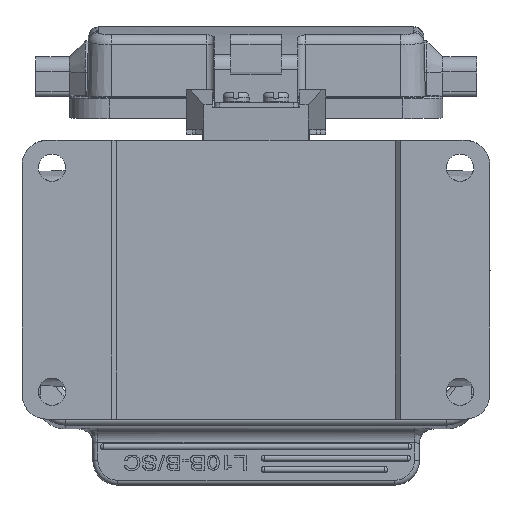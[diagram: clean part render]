
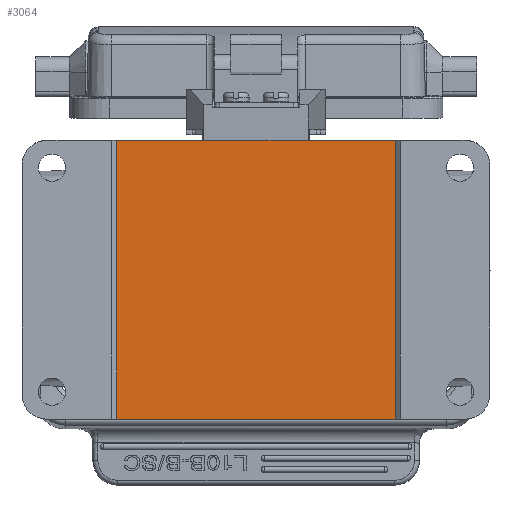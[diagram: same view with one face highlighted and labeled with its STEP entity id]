
A CAD part, front view. The second image highlights one B-rep face of the part: STEP entity #3064.
In plain terms, the highlighted planar face has unit normal (0, 1, 0.009).
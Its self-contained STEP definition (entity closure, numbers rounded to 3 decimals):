
#2286=PLANE('',#27180);
#3064=ADVANCED_FACE('',(#5114),#2286,.T.);
#5114=FACE_OUTER_BOUND('',#6518,.T.);
#6518=EDGE_LOOP('',(#10166,#10167,#10168,#10169));
#10166=ORIENTED_EDGE('',*,*,#20170,.F.);
#10167=ORIENTED_EDGE('',*,*,#20171,.F.);
#10168=ORIENTED_EDGE('',*,*,#20167,.T.);
#10169=ORIENTED_EDGE('',*,*,#20172,.F.);
#17266=VERTEX_POINT('',#38442);
#17267=VERTEX_POINT('',#38444);
#17269=VERTEX_POINT('',#38450);
#17270=VERTEX_POINT('',#38451);
#20167=EDGE_CURVE('',#17267,#17266,#23661,.T.);
#20170=EDGE_CURVE('',#17269,#17270,#23664,.T.);
#20171=EDGE_CURVE('',#17267,#17269,#23665,.T.);
#20172=EDGE_CURVE('',#17270,#17266,#23666,.T.);
#23661=LINE('',#38443,#25337);
#23664=LINE('',#38449,#25340);
#23665=LINE('',#38452,#25341);
#23666=LINE('',#38453,#25342);
#25337=VECTOR('',#30211,1.);
#25340=VECTOR('',#30216,1.);
#25341=VECTOR('',#30217,1.);
#25342=VECTOR('',#30218,1.);
#27180=AXIS2_PLACEMENT_3D('',#38454,#30219,#30220);
#30211=DIRECTION('',(0.,-0.009,1.));
#30216=DIRECTION('',(0.,-0.009,1.));
#30217=DIRECTION('',(1.,0.,0.));
#30218=DIRECTION('',(-1.,0.,0.));
#30219=DIRECTION('',(0.,1.,0.009));
#30220=DIRECTION('',(0.,-0.009,1.));
#38442=CARTESIAN_POINT('',(18.986,-22.267,5.854));
#38443=CARTESIAN_POINT('',(18.986,-22.267,5.854));
#38444=CARTESIAN_POINT('',(18.986,-21.779,-50.144));
#38449=CARTESIAN_POINT('',(74.986,-22.285,5.854));
#38450=CARTESIAN_POINT('',(74.986,-21.796,-50.144));
#38451=CARTESIAN_POINT('',(74.986,-22.285,5.854));
#38452=CARTESIAN_POINT('',(74.986,-21.796,-50.144));
#38453=CARTESIAN_POINT('',(18.986,-22.267,5.854));
#38454=CARTESIAN_POINT('',(46.986,-22.032,-22.145));
